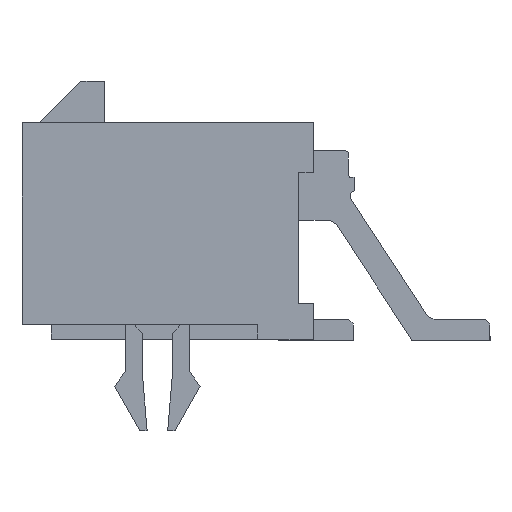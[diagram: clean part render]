
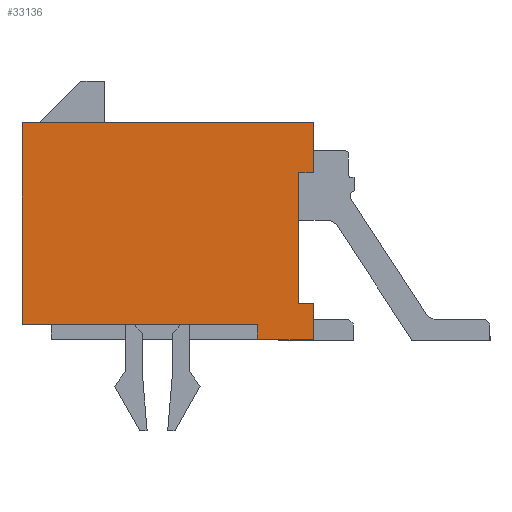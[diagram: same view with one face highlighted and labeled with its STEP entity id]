
A CAD part, left-side view. The second image highlights one B-rep face of the part: STEP entity #33136.
In plain terms, the highlighted face is planar.
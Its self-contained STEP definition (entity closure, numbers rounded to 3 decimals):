
#2248=ORIENTED_EDGE('',*,*,#8915,.T.);
#2249=ORIENTED_EDGE('',*,*,#8206,.F.);
#2250=ORIENTED_EDGE('',*,*,#8916,.T.);
#2251=ORIENTED_EDGE('',*,*,#8913,.T.);
#2252=ORIENTED_EDGE('',*,*,#8917,.T.);
#2253=ORIENTED_EDGE('',*,*,#8918,.T.);
#2254=ORIENTED_EDGE('',*,*,#8142,.F.);
#2255=ORIENTED_EDGE('',*,*,#8137,.T.);
#2256=ORIENTED_EDGE('',*,*,#8919,.T.);
#2257=ORIENTED_EDGE('',*,*,#8901,.F.);
#8137=EDGE_CURVE('',#11657,#11659,#13919,.T.);
#8142=EDGE_CURVE('',#11657,#11662,#13924,.T.);
#8206=EDGE_CURVE('',#11712,#11710,#13988,.T.);
#8901=EDGE_CURVE('',#12189,#12188,#14631,.T.);
#8913=EDGE_CURVE('',#12197,#12196,#14643,.T.);
#8915=EDGE_CURVE('',#12189,#11710,#14645,.T.);
#8916=EDGE_CURVE('',#11712,#12197,#14646,.T.);
#8917=EDGE_CURVE('',#12196,#12198,#14647,.T.);
#8918=EDGE_CURVE('',#12198,#11662,#14648,.T.);
#8919=EDGE_CURVE('',#11659,#12188,#14649,.T.);
#11657=VERTEX_POINT('',#43585);
#11659=VERTEX_POINT('',#43589);
#11662=VERTEX_POINT('',#43599);
#11710=VERTEX_POINT('',#43727);
#11712=VERTEX_POINT('',#43731);
#12188=VERTEX_POINT('',#45070);
#12189=VERTEX_POINT('',#45074);
#12196=VERTEX_POINT('',#45098);
#12197=VERTEX_POINT('',#45100);
#12198=VERTEX_POINT('',#45106);
#13919=LINE('',#43590,#17165);
#13924=LINE('',#43600,#17170);
#13988=LINE('',#43732,#17234);
#14631=LINE('',#45075,#17877);
#14643=LINE('',#45099,#17889);
#14645=LINE('',#45103,#17891);
#14646=LINE('',#45104,#17892);
#14647=LINE('',#45105,#17893);
#14648=LINE('',#45107,#17894);
#14649=LINE('',#45108,#17895);
#17165=VECTOR('',#36606,1000.);
#17170=VECTOR('',#36615,1000.);
#17234=VECTOR('',#36715,1000.);
#17877=VECTOR('',#37804,1000.);
#17889=VECTOR('',#37826,1000.);
#17891=VECTOR('',#37830,1000.);
#17892=VECTOR('',#37831,1000.);
#17893=VECTOR('',#37832,1000.);
#17894=VECTOR('',#37833,1000.);
#17895=VECTOR('',#37834,1000.);
#20072=EDGE_LOOP('',(#2248,#2249,#2250,#2251,#2252,#2253,#2254,#2255,#2256,
#2257));
#21438=FACE_BOUND('',#20072,.T.);
#22779=PLANE('',#34510);
#33136=ADVANCED_FACE('',(#21438),#22779,.T.);
#34510=AXIS2_PLACEMENT_3D('',#45102,#37828,#37829);
#36606=DIRECTION('',(0.,0.,-1.));
#36615=DIRECTION('',(-1.,0.,0.));
#36715=DIRECTION('',(0.,0.,1.));
#37804=DIRECTION('',(0.,0.,-1.));
#37826=DIRECTION('',(0.,0.,1.));
#37828=DIRECTION('',(0.,1.,0.));
#37829=DIRECTION('',(0.,0.,1.));
#37830=DIRECTION('',(-1.,0.,0.));
#37831=DIRECTION('',(-1.,0.,0.));
#37832=DIRECTION('',(1.,0.,0.));
#37833=DIRECTION('',(0.,0.,-1.));
#37834=DIRECTION('',(-1.,0.,0.));
#43585=CARTESIAN_POINT('',(3.93,19.85,-3.05));
#43589=CARTESIAN_POINT('',(3.93,19.85,-4.95));
#43590=CARTESIAN_POINT('',(3.93,19.85,-3.05));
#43599=CARTESIAN_POINT('',(3.43,19.85,-3.05));
#43600=CARTESIAN_POINT('',(3.93,19.85,-3.05));
#43727=CARTESIAN_POINT('',(-1.73,19.85,-4.45));
#43731=CARTESIAN_POINT('',(-1.73,19.85,-4.95));
#43732=CARTESIAN_POINT('',(-1.73,19.85,-4.95));
#45070=CARTESIAN_POINT('',(2.73,19.85,-4.95));
#45074=CARTESIAN_POINT('',(2.73,19.85,-4.45));
#45075=CARTESIAN_POINT('',(2.73,19.85,-4.45));
#45098=CARTESIAN_POINT('',(-3.43,19.85,4.95));
#45099=CARTESIAN_POINT('',(-3.43,19.85,-4.95));
#45100=CARTESIAN_POINT('',(-3.43,19.85,-4.95));
#45102=CARTESIAN_POINT('',(0.,19.85,0.));
#45103=CARTESIAN_POINT('',(-2.73,19.85,-4.45));
#45104=CARTESIAN_POINT('',(3.43,19.85,-4.95));
#45105=CARTESIAN_POINT('',(-3.43,19.85,4.95));
#45106=CARTESIAN_POINT('',(3.43,19.85,4.95));
#45107=CARTESIAN_POINT('',(3.43,19.85,4.95));
#45108=CARTESIAN_POINT('',(3.43,19.85,-4.95));
